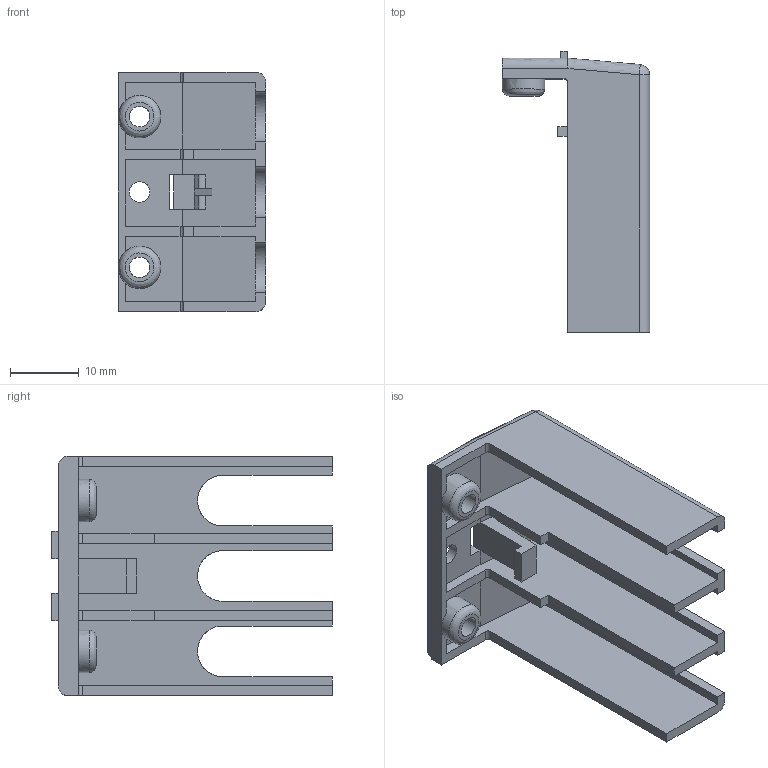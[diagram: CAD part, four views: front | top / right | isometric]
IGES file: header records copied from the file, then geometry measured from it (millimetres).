
Global section: file name: OTS40T3.igs; preprocessor: I-DEAS 3D IGES Translator 15; date: 20140530.104251; units: millimetre
Bounding box: 21.5 x 41 x 35 mm (x, y, z)
Volume: 5052.7 mm3; surface area: 7247.1 mm2
Topology: 1 solids, 1 shells, 96 faces, 287 edges, 206 vertices
Faces by surface type: bspline 96
